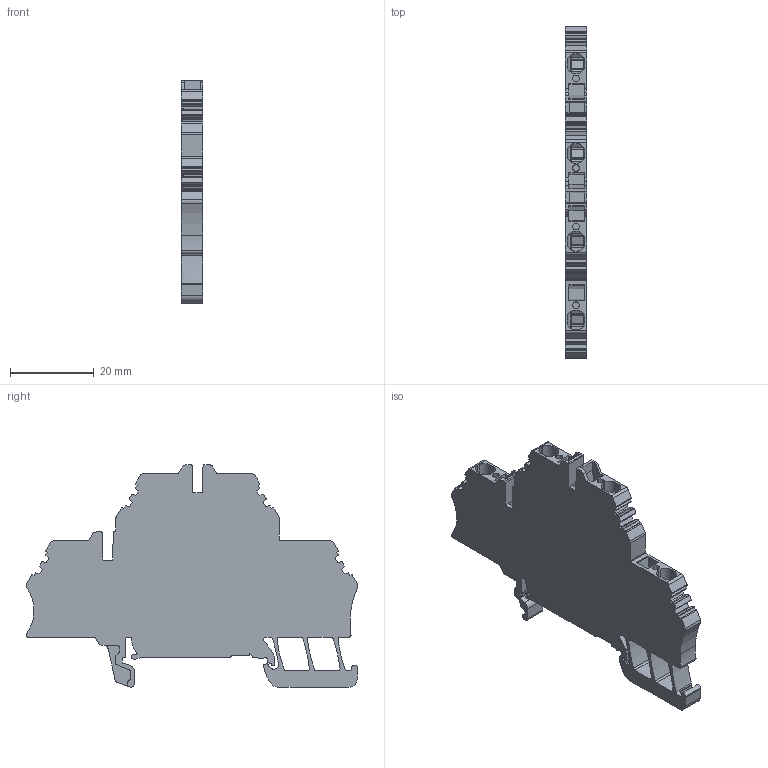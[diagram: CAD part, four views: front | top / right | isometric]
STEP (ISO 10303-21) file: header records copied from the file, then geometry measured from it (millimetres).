
FILE_DESCRIPTION(('CATIA V5 STEP Exchange','CAx-IF Rec.Pracs.--- Model Styling and Organization---1.5--- 2016-08-15','CAx-IF Rec.Pracs.---Supplemental Geometry---1.0---2011-11-01','CAx-IF Rec.Pracs.--- Composite Materials ---1.1---2010-07-15'),'2;1');
FILE_NAME ('349123_4', '2025-09-22T05:29:58+00:00', ('none'), ('Weidmueller'), 'CATIA Version 5-6 Release 2024 SP4', 'CATIA V5 STEP AP214 v3', 'none');
FILE_SCHEMA(('AUTOMOTIVE_DESIGN { 1 0 10303 214 1 1 1 1 }'));
Length unit declared in the file: millimetre
Products named in the file (1): 1674300000_28743_ZDK_2.5_STP
Bounding box: 5.1 x 79.06 x 52.98 mm (x, y, z)
Volume: 11843.6 mm3; surface area: 8488.6 mm2
Topology: 1 solids, 1 shells, 498 faces, 1445 edges, 958 vertices
Faces by surface type: plane 310, cylinder 188
Entity records: 16660 total; most frequent: CARTESIAN_POINT 4052, ORIENTED_EDGE 2890, DIRECTION 2159, EDGE_CURVE 1445, VECTOR 1043, LINE 1043, VERTEX_POINT 958, AXIS2_PLACEMENT_3D 695
